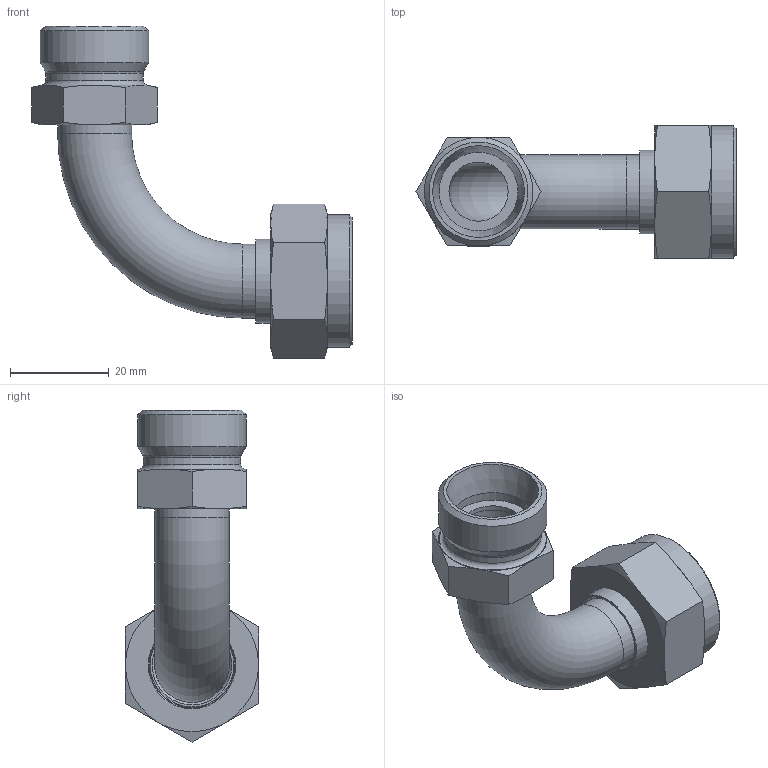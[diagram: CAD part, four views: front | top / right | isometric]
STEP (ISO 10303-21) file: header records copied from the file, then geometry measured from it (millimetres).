
FILE_DESCRIPTION((''),'2;1');
FILE_NAME('660902216.stp','2013-04-04T13:24:37',('Zden�k Pfeifer'),(''),'Autodesk Inventor 2012','Autodesk Inventor 2012','');
FILE_SCHEMA(('AUTOMOTIVE_DESIGN { 1 0 10303 214 1 1 1 1 }'));
Length unit declared in the file: millimetre
Products named in the file (5): Úhlová_spojka_a_nástavek; 664902215; 6511612; 396901622; 652221615
Assembly tree (4 placements, depth 2):
  Úhlová_spojka_a_nástavek
    664902215
    6511612
    396901622
    652221615
Bounding box: 64.9 x 27 x 67.29 mm (x, y, z)
Volume: 14645.6 mm3; surface area: 14229 mm2
Topology: 4 solids, 4 shells, 83 faces, 167 edges, 99 vertices
Faces by surface type: cone 34, plane 27, cylinder 16, torus 5, bspline 1
Full cylindrical faces by diameter (mm): 12 x3, 13 x1, 15 x2, 15.15 x2, 16 x1, 17 x1, 17.3 x1, 19.5 x1, 19.7 x1, 20.376 x1, 22 x1, 26.8 x1
Entity records: 2145 total; most frequent: CARTESIAN_POINT 436, DIRECTION 332, ORIENTED_EDGE 258, AXIS2_PLACEMENT_3D 160, EDGE_LOOP 130, EDGE_CURVE 129, VERTEX_POINT 93, STYLED_ITEM 87
